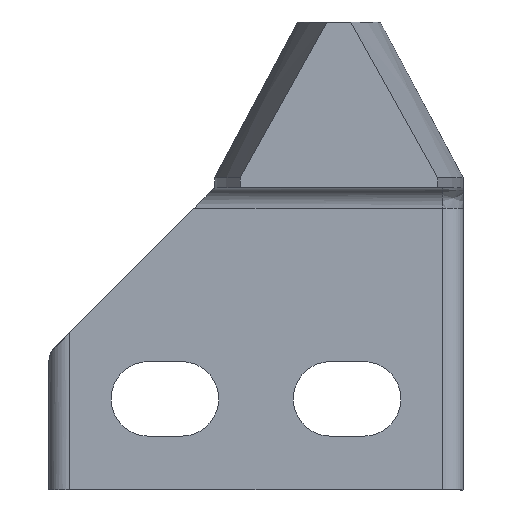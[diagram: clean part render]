
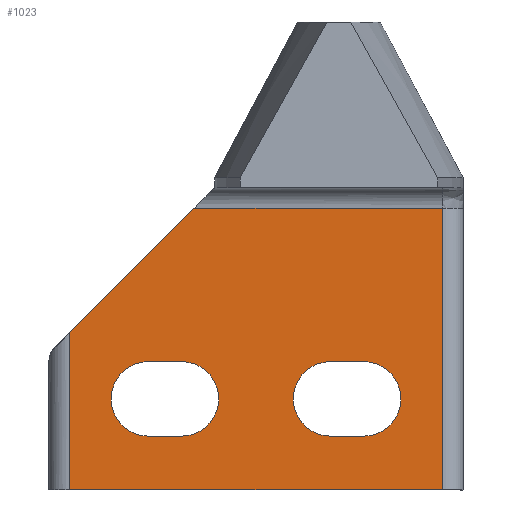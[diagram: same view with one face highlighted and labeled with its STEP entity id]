
A CAD part, left-side view. The second image highlights one B-rep face of the part: STEP entity #1023.
In plain terms, the highlighted planar face has unit normal (-1, 0, 0).
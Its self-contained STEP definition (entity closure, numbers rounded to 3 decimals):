
#9 = CARTESIAN_POINT ( 'NONE',  ( 259.135, -191.004, 44.609 ) ) ;
#10 = LINE ( 'NONE', #755, #377 ) ;
#20 = EDGE_LOOP ( 'NONE', ( #245, #199, #1088, #142, #405 ) ) ;
#32 = CARTESIAN_POINT ( 'NONE',  ( 259.135, -195.004, 49.109 ) ) ;
#38 = DIRECTION ( 'NONE',  ( 0., 0., 1. ) ) ;
#74 = VECTOR ( 'NONE', #1146, 1000. ) ;
#97 = DIRECTION ( 'NONE',  ( 1., 0., 0. ) ) ;
#100 = CARTESIAN_POINT ( 'NONE',  ( 259.135, -226.504, 72.109 ) ) ;
#101 = VERTEX_POINT ( 'NONE', #269 ) ;
#126 = CARTESIAN_POINT ( 'NONE',  ( 259.135, 13.996, 38.109 ) ) ;
#142 = ORIENTED_EDGE ( 'NONE', *, *, #578, .T. ) ;
#144 = EDGE_CURVE ( 'NONE', #1257, #605, #852, .T. ) ;
#172 = FACE_OUTER_BOUND ( 'NONE', #20, .T. ) ;
#177 = CARTESIAN_POINT ( 'NONE',  ( 259.135, -195.004, 44.609 ) ) ;
#186 = CIRCLE ( 'NONE', #1176, 4.5 ) ;
#192 = ORIENTED_EDGE ( 'NONE', *, *, #926, .T. ) ;
#193 = VERTEX_POINT ( 'NONE', #1106 ) ;
#199 = ORIENTED_EDGE ( 'NONE', *, *, #243, .T. ) ;
#218 = DIRECTION ( 'NONE',  ( 0., 0., -1. ) ) ;
#221 = DIRECTION ( 'NONE',  ( 0., 1., 0. ) ) ;
#241 = CARTESIAN_POINT ( 'NONE',  ( 259.135, -217.004, 44.609 ) ) ;
#243 = EDGE_CURVE ( 'NONE', #1257, #856, #430, .T. ) ;
#245 = ORIENTED_EDGE ( 'NONE', *, *, #144, .F. ) ;
#248 = ORIENTED_EDGE ( 'NONE', *, *, #697, .T. ) ;
#267 = DIRECTION ( 'NONE',  ( 0., 0., 1. ) ) ;
#269 = CARTESIAN_POINT ( 'NONE',  ( 259.135, -213.004, 53.609 ) ) ;
#274 = CARTESIAN_POINT ( 'NONE',  ( 259.135, -181.504, 57.109 ) ) ;
#277 = VECTOR ( 'NONE', #1386, 1000. ) ;
#288 = EDGE_CURVE ( 'NONE', #338, #193, #575, .T. ) ;
#292 = VECTOR ( 'NONE', #710, 1000. ) ;
#303 = CARTESIAN_POINT ( 'NONE',  ( 259.135, -213.004, 44.609 ) ) ;
#309 = CARTESIAN_POINT ( 'NONE',  ( 259.135, -226.504, 38.109 ) ) ;
#330 = CARTESIAN_POINT ( 'NONE',  ( 259.135, -217.004, 44.609 ) ) ;
#338 = VERTEX_POINT ( 'NONE', #771 ) ;
#357 = AXIS2_PLACEMENT_3D ( 'NONE', #776, #459, #38 ) ;
#377 = VECTOR ( 'NONE', #760, 1000. ) ;
#399 = ORIENTED_EDGE ( 'NONE', *, *, #1354, .T. ) ;
#403 = CARTESIAN_POINT ( 'NONE',  ( 259.135, -196.504, 72.109 ) ) ;
#405 = ORIENTED_EDGE ( 'NONE', *, *, #626, .T. ) ;
#407 = EDGE_CURVE ( 'NONE', #1302, #1035, #186, .T. ) ;
#415 = DIRECTION ( 'NONE',  ( 0., 0., 1. ) ) ;
#430 = LINE ( 'NONE', #1324, #814 ) ;
#433 = VECTOR ( 'NONE', #1214, 1000. ) ;
#459 = DIRECTION ( 'NONE',  ( 1., 0., 0. ) ) ;
#484 = CARTESIAN_POINT ( 'NONE',  ( 259.135, -217.004, 53.609 ) ) ;
#485 = VERTEX_POINT ( 'NONE', #303 ) ;
#499 = PLANE ( 'NONE',  #1311 ) ;
#511 = EDGE_CURVE ( 'NONE', #101, #1302, #766, .T. ) ;
#523 = CARTESIAN_POINT ( 'NONE',  ( 259.135, -217.004, 53.609 ) ) ;
#536 = LINE ( 'NONE', #928, #1318 ) ;
#543 = CARTESIAN_POINT ( 'NONE',  ( 259.135, -181.504, 38.109 ) ) ;
#560 = EDGE_LOOP ( 'NONE', ( #1182, #941, #192, #399 ) ) ;
#575 = CIRCLE ( 'NONE', #1284, 4.5 ) ;
#578 = EDGE_CURVE ( 'NONE', #684, #887, #1155, .T. ) ;
#605 = VERTEX_POINT ( 'NONE', #403 ) ;
#626 = EDGE_CURVE ( 'NONE', #887, #605, #10, .T. ) ;
#679 = FACE_BOUND ( 'NONE', #1062, .T. ) ;
#684 = VERTEX_POINT ( 'NONE', #309 ) ;
#693 = CARTESIAN_POINT ( 'NONE',  ( 259.135, -191.004, 53.609 ) ) ;
#697 = EDGE_CURVE ( 'NONE', #485, #101, #889, .T. ) ;
#707 = DIRECTION ( 'NONE',  ( 0., -1., 0. ) ) ;
#708 = DIRECTION ( 'NONE',  ( -1., 0., 0. ) ) ;
#710 = DIRECTION ( 'NONE',  ( 0., 1., 0. ) ) ;
#755 = CARTESIAN_POINT ( 'NONE',  ( 259.135, -147.358, 72.109 ) ) ;
#760 = DIRECTION ( 'NONE',  ( 0., 1., 0. ) ) ;
#766 = LINE ( 'NONE', #523, #277 ) ;
#771 = CARTESIAN_POINT ( 'NONE',  ( 259.135, -195.004, 53.609 ) ) ;
#776 = CARTESIAN_POINT ( 'NONE',  ( 259.135, -213.004, 49.109 ) ) ;
#814 = VECTOR ( 'NONE', #218, 1000. ) ;
#834 = LINE ( 'NONE', #126, #433 ) ;
#843 = VERTEX_POINT ( 'NONE', #9 ) ;
#852 = LINE ( 'NONE', #1254, #74 ) ;
#856 = VERTEX_POINT ( 'NONE', #543 ) ;
#857 = CIRCLE ( 'NONE', #1233, 4.5 ) ;
#876 = DIRECTION ( 'NONE',  ( 0., 0., 1. ) ) ;
#887 = VERTEX_POINT ( 'NONE', #100 ) ;
#889 = CIRCLE ( 'NONE', #357, 4.5 ) ;
#899 = DIRECTION ( 'NONE',  ( 0., 0., 1. ) ) ;
#908 = DIRECTION ( 'NONE',  ( 1., 0., 0. ) ) ;
#926 = EDGE_CURVE ( 'NONE', #843, #929, #857, .T. ) ;
#928 = CARTESIAN_POINT ( 'NONE',  ( 259.135, -195.004, 53.609 ) ) ;
#929 = VERTEX_POINT ( 'NONE', #693 ) ;
#941 = ORIENTED_EDGE ( 'NONE', *, *, #1379, .T. ) ;
#954 = VECTOR ( 'NONE', #221, 1000. ) ;
#961 = CARTESIAN_POINT ( 'NONE',  ( 259.135, -226.504, 57.109 ) ) ;
#970 = ORIENTED_EDGE ( 'NONE', *, *, #407, .T. ) ;
#989 = DIRECTION ( 'NONE',  ( 1., 0., 0. ) ) ;
#998 = VECTOR ( 'NONE', #876, 1000. ) ;
#1019 = LINE ( 'NONE', #177, #292 ) ;
#1023 = ADVANCED_FACE ( 'NONE', ( #172, #679, #1138 ), #499, .T. ) ;
#1035 = VERTEX_POINT ( 'NONE', #241 ) ;
#1062 = EDGE_LOOP ( 'NONE', ( #1319, #248, #1072, #970 ) ) ;
#1072 = ORIENTED_EDGE ( 'NONE', *, *, #511, .T. ) ;
#1077 = EDGE_CURVE ( 'NONE', #1035, #485, #1344, .T. ) ;
#1088 = ORIENTED_EDGE ( 'NONE', *, *, #1109, .T. ) ;
#1106 = CARTESIAN_POINT ( 'NONE',  ( 259.135, -195.004, 44.609 ) ) ;
#1109 = EDGE_CURVE ( 'NONE', #856, #684, #834, .T. ) ;
#1138 = FACE_BOUND ( 'NONE', #560, .T. ) ;
#1146 = DIRECTION ( 'NONE',  ( 0., -0.707, 0.707 ) ) ;
#1155 = LINE ( 'NONE', #961, #998 ) ;
#1176 = AXIS2_PLACEMENT_3D ( 'NONE', #1177, #97, #415 ) ;
#1177 = CARTESIAN_POINT ( 'NONE',  ( 259.135, -217.004, 49.109 ) ) ;
#1182 = ORIENTED_EDGE ( 'NONE', *, *, #288, .T. ) ;
#1214 = DIRECTION ( 'NONE',  ( 0., -1., 0. ) ) ;
#1233 = AXIS2_PLACEMENT_3D ( 'NONE', #1244, #908, #899 ) ;
#1244 = CARTESIAN_POINT ( 'NONE',  ( 259.135, -191.004, 49.109 ) ) ;
#1254 = CARTESIAN_POINT ( 'NONE',  ( 259.135, -179.737, 55.341 ) ) ;
#1257 = VERTEX_POINT ( 'NONE', #1348 ) ;
#1284 = AXIS2_PLACEMENT_3D ( 'NONE', #32, #989, #1316 ) ;
#1302 = VERTEX_POINT ( 'NONE', #484 ) ;
#1311 = AXIS2_PLACEMENT_3D ( 'NONE', #274, #708, #267 ) ;
#1316 = DIRECTION ( 'NONE',  ( 0., 0., 1. ) ) ;
#1318 = VECTOR ( 'NONE', #707, 1000. ) ;
#1319 = ORIENTED_EDGE ( 'NONE', *, *, #1077, .T. ) ;
#1324 = CARTESIAN_POINT ( 'NONE',  ( 259.135, -181.504, 57.109 ) ) ;
#1344 = LINE ( 'NONE', #330, #954 ) ;
#1348 = CARTESIAN_POINT ( 'NONE',  ( 259.135, -181.504, 57.109 ) ) ;
#1354 = EDGE_CURVE ( 'NONE', #929, #338, #536, .T. ) ;
#1379 = EDGE_CURVE ( 'NONE', #193, #843, #1019, .T. ) ;
#1386 = DIRECTION ( 'NONE',  ( 0., -1., 0. ) ) ;
